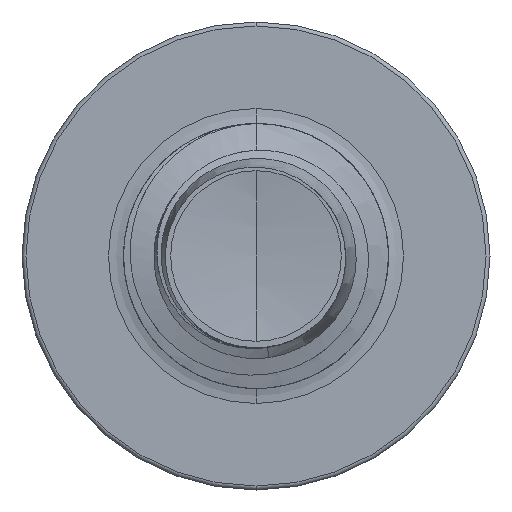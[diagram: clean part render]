
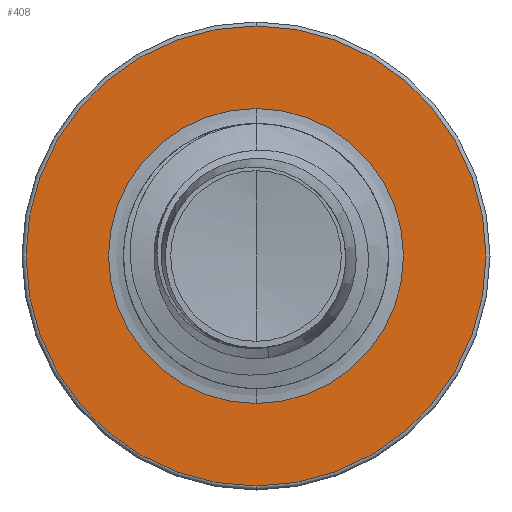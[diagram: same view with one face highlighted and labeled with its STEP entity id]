
A CAD part, front view. The second image highlights one B-rep face of the part: STEP entity #408.
In plain terms, the highlighted planar face has unit normal (0, -1, 0).
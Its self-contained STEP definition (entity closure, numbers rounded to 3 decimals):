
#247 = CARTESIAN_POINT ( 'NONE',  ( 0., 12.5, 1.67 ) ) ;
#408 = ADVANCED_FACE ( 'NONE', ( #5950, #7909 ), #29593, .F. ) ;
#1537 = DIRECTION ( 'NONE',  ( 0., 1., 0. ) ) ;
#1708 = AXIS2_PLACEMENT_3D ( 'NONE', #13746, #30330, #16207 ) ;
#3534 = ORIENTED_EDGE ( 'NONE', *, *, #5103, .T. ) ;
#4528 = VERTEX_POINT ( 'NONE', #16352 ) ;
#4619 = ORIENTED_EDGE ( 'NONE', *, *, #28939, .F. ) ;
#5103 = EDGE_CURVE ( 'NONE', #24347, #4528, #5289, .T. ) ;
#5289 = CIRCLE ( 'NONE', #18044, 1.67 ) ;
#5950 = FACE_OUTER_BOUND ( 'NONE', #30448, .T. ) ;
#6882 = CARTESIAN_POINT ( 'NONE',  ( 0., 12.5, -2.605 ) ) ;
#7909 = FACE_BOUND ( 'NONE', #9308, .T. ) ;
#9308 = EDGE_LOOP ( 'NONE', ( #3534, #23313 ) ) ;
#9454 = CARTESIAN_POINT ( 'NONE',  ( 0., 12.5, 0. ) ) ;
#9540 = CIRCLE ( 'NONE', #29953, 2.605 ) ;
#12149 = DIRECTION ( 'NONE',  ( 0., 0., 1. ) ) ;
#12179 = DIRECTION ( 'NONE',  ( 0., 1., 0. ) ) ;
#13746 = CARTESIAN_POINT ( 'NONE',  ( 0., 12.5, 0. ) ) ;
#15692 = CIRCLE ( 'NONE', #21855, 2.605 ) ;
#15815 = EDGE_CURVE ( 'NONE', #4528, #24347, #29322, .T. ) ;
#16207 = DIRECTION ( 'NONE',  ( 0., 0., 1. ) ) ;
#16352 = CARTESIAN_POINT ( 'NONE',  ( 0., 12.5, -1.67 ) ) ;
#16709 = VERTEX_POINT ( 'NONE', #6882 ) ;
#17458 = CARTESIAN_POINT ( 'NONE',  ( 0., 12.5, 0. ) ) ;
#18044 = AXIS2_PLACEMENT_3D ( 'NONE', #17458, #1537, #19833 ) ;
#18608 = EDGE_CURVE ( 'NONE', #29642, #16709, #15692, .T. ) ;
#19833 = DIRECTION ( 'NONE',  ( 0., 0., 1. ) ) ;
#21855 = AXIS2_PLACEMENT_3D ( 'NONE', #26508, #12179, #28843 ) ;
#22423 = CARTESIAN_POINT ( 'NONE',  ( 0., 12.5, 2.605 ) ) ;
#23313 = ORIENTED_EDGE ( 'NONE', *, *, #15815, .T. ) ;
#24347 = VERTEX_POINT ( 'NONE', #247 ) ;
#26486 = DIRECTION ( 'NONE',  ( 0., 1., 0. ) ) ;
#26508 = CARTESIAN_POINT ( 'NONE',  ( 0., 12.5, 0. ) ) ;
#28843 = DIRECTION ( 'NONE',  ( 0., 0., 1. ) ) ;
#28939 = EDGE_CURVE ( 'NONE', #16709, #29642, #9540, .T. ) ;
#29322 = CIRCLE ( 'NONE', #1708, 1.67 ) ;
#29396 = DIRECTION ( 'NONE',  ( 0., 0., 1. ) ) ;
#29438 = DIRECTION ( 'NONE',  ( 0., 1., 0. ) ) ;
#29520 = CARTESIAN_POINT ( 'NONE',  ( 0., 12.5, -1.67 ) ) ;
#29593 = PLANE ( 'NONE',  #31911 ) ;
#29642 = VERTEX_POINT ( 'NONE', #22423 ) ;
#29953 = AXIS2_PLACEMENT_3D ( 'NONE', #9454, #26486, #12149 ) ;
#30330 = DIRECTION ( 'NONE',  ( 0., 1., 0. ) ) ;
#30448 = EDGE_LOOP ( 'NONE', ( #30613, #4619 ) ) ;
#30613 = ORIENTED_EDGE ( 'NONE', *, *, #18608, .F. ) ;
#31911 = AXIS2_PLACEMENT_3D ( 'NONE', #29520, #29438, #29396 ) ;
